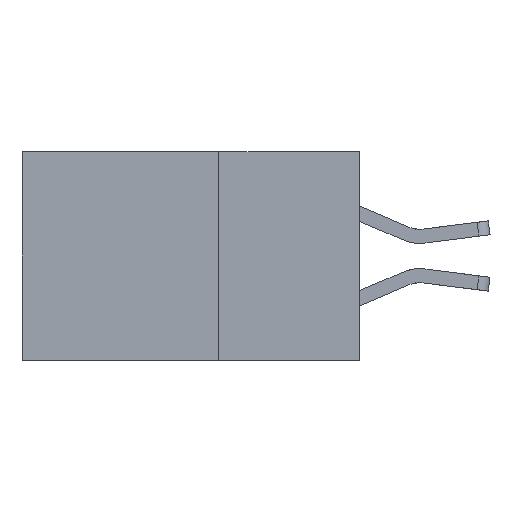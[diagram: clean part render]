
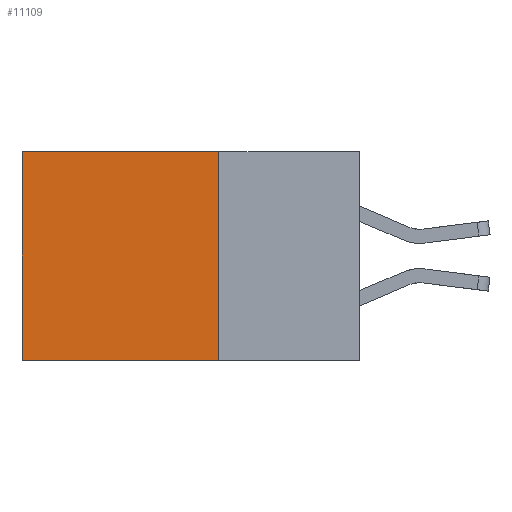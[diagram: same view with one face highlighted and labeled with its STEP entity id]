
A CAD part, left-side view. The second image highlights one B-rep face of the part: STEP entity #11109.
In plain terms, the highlighted planar face has unit normal (-1, 0, 0).
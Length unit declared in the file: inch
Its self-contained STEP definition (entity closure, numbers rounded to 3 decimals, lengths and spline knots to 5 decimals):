
#987 = CARTESIAN_POINT ( 'NONE',  ( 0.2875, 0.25, 0. ) ) ;
#1336 = ORIENTED_EDGE ( 'NONE', *, *, #11124, .F. ) ;
#1989 = EDGE_LOOP ( 'NONE', ( #6086, #6157, #1336, #4760 ) ) ;
#2003 = EDGE_CURVE ( 'NONE', #3394, #5065, #11184, .T. ) ;
#2098 = AXIS2_PLACEMENT_3D ( 'NONE', #12184, #8912, #10023 ) ;
#2100 = LINE ( 'NONE', #987, #8846 ) ;
#2226 = CARTESIAN_POINT ( 'NONE',  ( 0.2875, 0.6, 0. ) ) ;
#3394 = VERTEX_POINT ( 'NONE', #2226 ) ;
#4348 = EDGE_CURVE ( 'NONE', #9621, #5065, #4759, .T. ) ;
#4759 = LINE ( 'NONE', #12580, #11984 ) ;
#4760 = ORIENTED_EDGE ( 'NONE', *, *, #9589, .T. ) ;
#4953 = VERTEX_POINT ( 'NONE', #12824 ) ;
#5065 = VERTEX_POINT ( 'NONE', #5634 ) ;
#5634 = CARTESIAN_POINT ( 'NONE',  ( 0.2875, 0.6, -0.37 ) ) ;
#6086 = ORIENTED_EDGE ( 'NONE', *, *, #2003, .T. ) ;
#6157 = ORIENTED_EDGE ( 'NONE', *, *, #4348, .F. ) ;
#6946 = CARTESIAN_POINT ( 'NONE',  ( 0.2875, 0.25, 0. ) ) ;
#7091 = LINE ( 'NONE', #6946, #10047 ) ;
#7692 = VECTOR ( 'NONE', #13654, 39.37008 ) ;
#8160 = DIRECTION ( 'NONE',  ( 0., 1., 0. ) ) ;
#8846 = VECTOR ( 'NONE', #13476, 39.37008 ) ;
#8912 = DIRECTION ( 'NONE',  ( 1., 0., 0. ) ) ;
#9092 = CARTESIAN_POINT ( 'NONE',  ( 0.2875, 0.6, 0. ) ) ;
#9589 = EDGE_CURVE ( 'NONE', #4953, #3394, #7091, .T. ) ;
#9621 = VERTEX_POINT ( 'NONE', #11823 ) ;
#10023 = DIRECTION ( 'NONE',  ( 0., 0., -1. ) ) ;
#10047 = VECTOR ( 'NONE', #13838, 39.37008 ) ;
#11109 = ADVANCED_FACE ( 'NONE', ( #12405 ), #14749, .F. ) ;
#11124 = EDGE_CURVE ( 'NONE', #4953, #9621, #2100, .T. ) ;
#11184 = LINE ( 'NONE', #9092, #7692 ) ;
#11823 = CARTESIAN_POINT ( 'NONE',  ( 0.2875, 0.25, -0.37 ) ) ;
#11984 = VECTOR ( 'NONE', #8160, 39.37008 ) ;
#12184 = CARTESIAN_POINT ( 'NONE',  ( 0.2875, 0.25, 0. ) ) ;
#12405 = FACE_OUTER_BOUND ( 'NONE', #1989, .T. ) ;
#12580 = CARTESIAN_POINT ( 'NONE',  ( 0.2875, 0.25, -0.37 ) ) ;
#12824 = CARTESIAN_POINT ( 'NONE',  ( 0.2875, 0.25, 0. ) ) ;
#13476 = DIRECTION ( 'NONE',  ( 0., 0., -1. ) ) ;
#13654 = DIRECTION ( 'NONE',  ( 0., 0., -1. ) ) ;
#13838 = DIRECTION ( 'NONE',  ( 0., 1., 0. ) ) ;
#14749 = PLANE ( 'NONE',  #2098 ) ;
